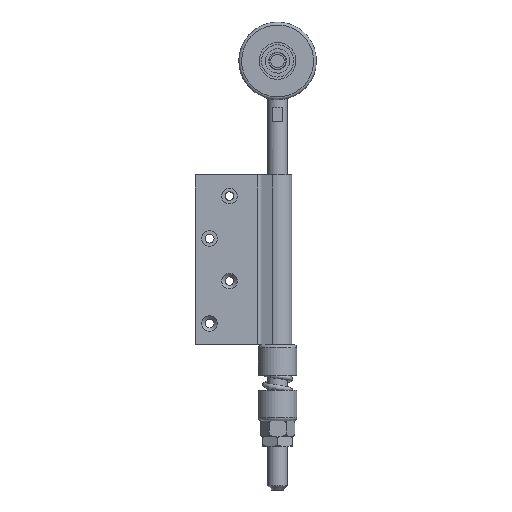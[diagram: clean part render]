
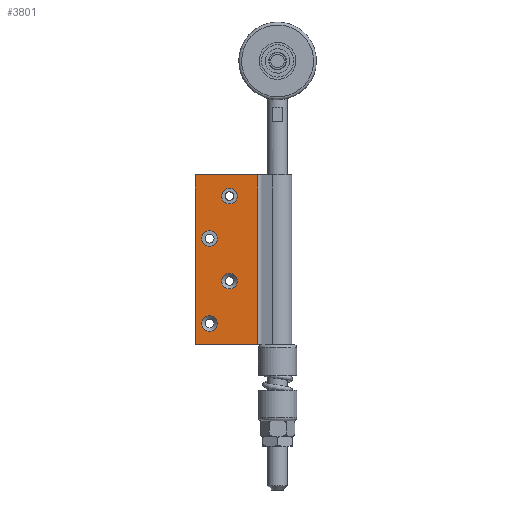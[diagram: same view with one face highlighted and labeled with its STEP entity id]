
A CAD part, front view. The second image highlights one B-rep face of the part: STEP entity #3801.
In plain terms, the highlighted planar face has unit normal (0, -1, 0).
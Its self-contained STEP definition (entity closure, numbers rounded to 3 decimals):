
#247=FACE_BOUND('',#686,.T.);
#248=FACE_BOUND('',#687,.T.);
#249=FACE_BOUND('',#688,.T.);
#250=FACE_BOUND('',#689,.T.);
#437=FACE_OUTER_BOUND('',#685,.T.);
#685=EDGE_LOOP('',(#2771,#2772,#2773,#2774));
#686=EDGE_LOOP('',(#2775));
#687=EDGE_LOOP('',(#2776));
#688=EDGE_LOOP('',(#2777));
#689=EDGE_LOOP('',(#2778));
#944=LINE('',#7529,#1075);
#945=LINE('',#7532,#1076);
#946=LINE('',#7534,#1077);
#947=LINE('',#7535,#1078);
#1075=VECTOR('',#4992,10.);
#1076=VECTOR('',#4995,10.);
#1077=VECTOR('',#4996,10.);
#1078=VECTOR('',#4997,10.);
#1207=CIRCLE('',#4135,5.5);
#1210=CIRCLE('',#4140,5.5);
#1213=CIRCLE('',#4145,5.5);
#1216=CIRCLE('',#4150,5.5);
#1595=VERTEX_POINT('',#7446);
#1598=VERTEX_POINT('',#7456);
#1601=VERTEX_POINT('',#7466);
#1604=VERTEX_POINT('',#7476);
#1621=VERTEX_POINT('',#7525);
#1622=VERTEX_POINT('',#7527);
#1623=VERTEX_POINT('',#7531);
#1624=VERTEX_POINT('',#7533);
#2043=EDGE_CURVE('',#1595,#1595,#1207,.T.);
#2048=EDGE_CURVE('',#1598,#1598,#1210,.T.);
#2053=EDGE_CURVE('',#1601,#1601,#1213,.T.);
#2058=EDGE_CURVE('',#1604,#1604,#1216,.T.);
#2084=EDGE_CURVE('',#1622,#1621,#944,.T.);
#2085=EDGE_CURVE('',#1621,#1623,#945,.T.);
#2086=EDGE_CURVE('',#1622,#1624,#946,.T.);
#2087=EDGE_CURVE('',#1624,#1623,#947,.T.);
#2771=ORIENTED_EDGE('',*,*,#2085,.F.);
#2772=ORIENTED_EDGE('',*,*,#2084,.F.);
#2773=ORIENTED_EDGE('',*,*,#2086,.T.);
#2774=ORIENTED_EDGE('',*,*,#2087,.T.);
#2775=ORIENTED_EDGE('',*,*,#2043,.F.);
#2776=ORIENTED_EDGE('',*,*,#2048,.F.);
#2777=ORIENTED_EDGE('',*,*,#2053,.F.);
#2778=ORIENTED_EDGE('',*,*,#2058,.F.);
#3683=PLANE('',#4167);
#3801=ADVANCED_FACE('',(#437,#247,#248,#249,#250),#3683,.F.);
#4135=AXIS2_PLACEMENT_3D('',#7447,#4905,#4906);
#4140=AXIS2_PLACEMENT_3D('',#7457,#4917,#4918);
#4145=AXIS2_PLACEMENT_3D('',#7467,#4929,#4930);
#4150=AXIS2_PLACEMENT_3D('',#7477,#4941,#4942);
#4167=AXIS2_PLACEMENT_3D('',#7530,#4993,#4994);
#4905=DIRECTION('center_axis',(0.,-1.,0.));
#4906=DIRECTION('ref_axis',(-1.,0.,0.));
#4917=DIRECTION('center_axis',(0.,-1.,0.));
#4918=DIRECTION('ref_axis',(-1.,0.,0.));
#4929=DIRECTION('center_axis',(0.,-1.,0.));
#4930=DIRECTION('ref_axis',(-1.,0.,0.));
#4941=DIRECTION('center_axis',(0.,-1.,0.));
#4942=DIRECTION('ref_axis',(-1.,0.,0.));
#4992=DIRECTION('',(0.,0.,1.));
#4993=DIRECTION('center_axis',(0.,1.,0.));
#4994=DIRECTION('ref_axis',(0.,0.,
-1.));
#4995=DIRECTION('',(1.,0.,0.));
#4996=DIRECTION('',(1.,0.,0.));
#4997=DIRECTION('',(0.,0.,1.));
#7446=CARTESIAN_POINT('',(-28.5,-28.5,-171.5));
#7447=CARTESIAN_POINT('Origin',(-34.,-28.5,-171.5));
#7456=CARTESIAN_POINT('',(-28.5,-28.5,-111.5));
#7457=CARTESIAN_POINT('Origin',(-34.,-28.5,-111.5));
#7466=CARTESIAN_POINT('',(-42.5,-28.5,-141.5));
#7467=CARTESIAN_POINT('Origin',(-48.,-28.5,-141.5));
#7476=CARTESIAN_POINT('',(-42.5,-28.5,-201.5));
#7477=CARTESIAN_POINT('Origin',(-48.,-28.5,-201.5));
#7525=CARTESIAN_POINT('',(-58.,-28.5,-96.5));
#7527=CARTESIAN_POINT('',(-58.,-28.5,-216.5));
#7529=CARTESIAN_POINT('',(-58.,-28.5,-216.5));
#7530=CARTESIAN_POINT('Origin',(-58.,-28.5,-216.5));
#7531=CARTESIAN_POINT('',(-14.,-28.5,-96.5));
#7532=CARTESIAN_POINT('',(-58.,-28.5,-96.5));
#7533=CARTESIAN_POINT('',(-14.,-28.5,-216.5));
#7534=CARTESIAN_POINT('',(-58.,-28.5,-216.5));
#7535=CARTESIAN_POINT('',(-14.,-28.5,-216.5));
